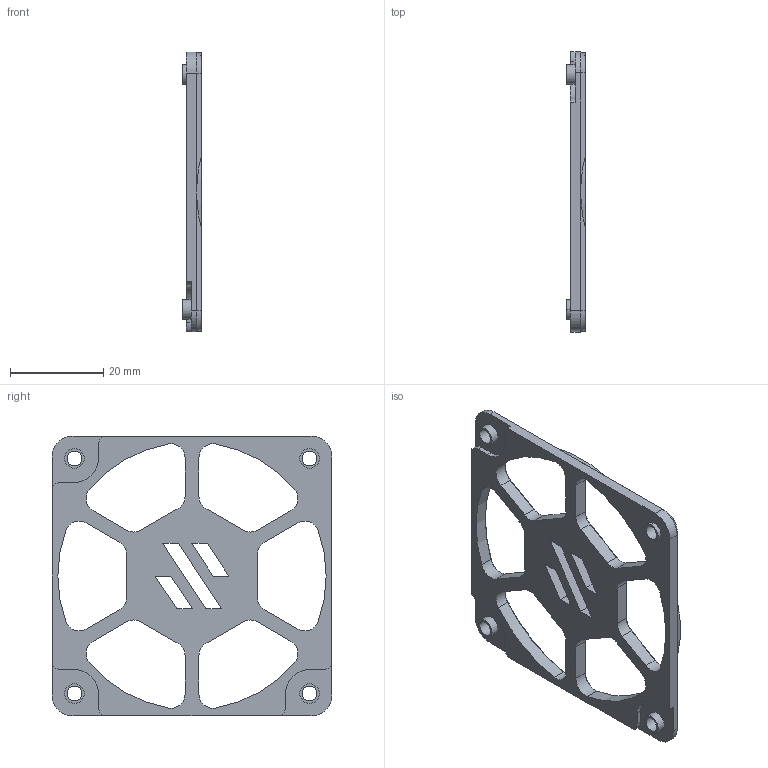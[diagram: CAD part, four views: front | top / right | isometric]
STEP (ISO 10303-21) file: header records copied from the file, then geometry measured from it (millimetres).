
FILE_DESCRIPTION(/* description */ (''),/* implementation_level */ '2;1');
FILE_NAME(/* name */ '[a]_60mm_fan_grill_a_M3.step',/* time_stamp */ '2020-05-12T11:12:19-07:00',/* author */ (''),/* organization */ (''),/* preprocessor_version */ 'ST-DEVELOPER v18.1',/* originating_system */ 'Autodesk Translation Framework v9.2.0.1227',/* authorisation */ '');
FILE_SCHEMA (('AUTOMOTIVE_DESIGN { 1 0 10303 214 3 1 1 }'));
Length unit declared in the file: millimetre
Products named in the file (1): fan_blank_a
Bounding box: 4 x 60 x 60 mm (x, y, z)
Volume: 5353.8 mm3; surface area: 5906.2 mm2
Topology: 1 solids, 1 shells, 229 faces, 577 edges, 354 vertices
Faces by surface type: plane 135, cylinder 60, cone 34
Full cylindrical faces by diameter (mm): 3.2 x4, 4.2 x3, 6 x4
Entity records: 6873 total; most frequent: DIRECTION 1223, CARTESIAN_POINT 1161, ORIENTED_EDGE 1154, EDGE_CURVE 577, AXIS2_PLACEMENT_3D 416, LINE 391, VECTOR 391, VERTEX_POINT 354
